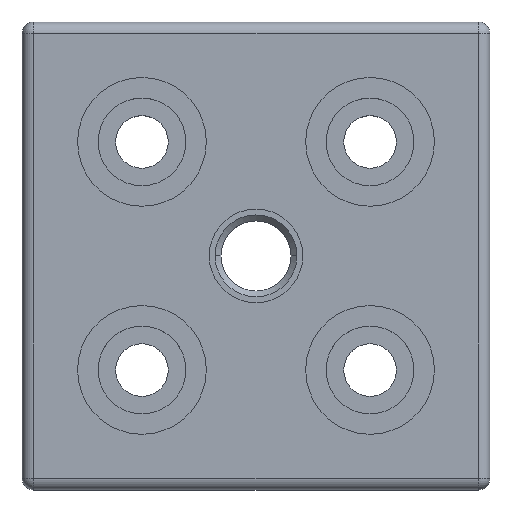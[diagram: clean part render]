
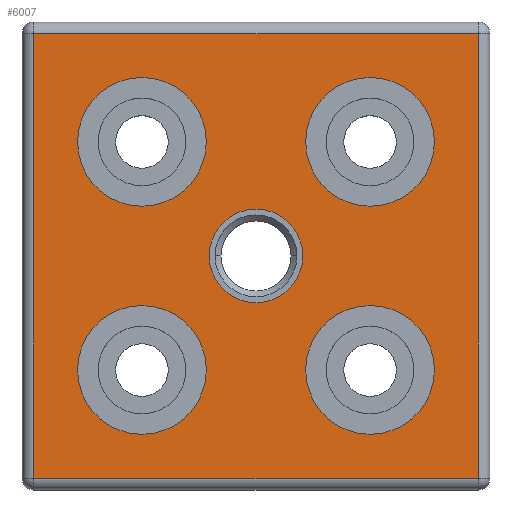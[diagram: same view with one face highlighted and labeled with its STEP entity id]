
A CAD part, top view. The second image highlights one B-rep face of the part: STEP entity #6007.
In plain terms, the highlighted planar face has unit normal (0, 0, 1).
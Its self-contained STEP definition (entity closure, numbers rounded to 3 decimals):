
#16 = EDGE_CURVE ( 'NONE', #2871, #4942, #3873, .T. ) ;
#29 = EDGE_CURVE ( 'NONE', #2176, #2369, #4864, .T. ) ;
#128 = DIRECTION ( 'NONE',  ( 1., 0., 0. ) ) ;
#135 = CARTESIAN_POINT ( 'NONE',  ( 32., 40., 16. ) ) ;
#143 = DIRECTION ( 'NONE',  ( 0., 0., 1. ) ) ;
#163 = CARTESIAN_POINT ( 'NONE',  ( 20.5, 59.5, 16. ) ) ;
#175 = CIRCLE ( 'NONE', #5843, 11. ) ;
#210 = EDGE_LOOP ( 'NONE', ( #6455, #3837 ) ) ;
#287 = FACE_BOUND ( 'NONE', #210, .T. ) ;
#373 = FACE_BOUND ( 'NONE', #6314, .T. ) ;
#400 = EDGE_CURVE ( 'NONE', #1116, #4467, #1480, .T. ) ;
#538 = CARTESIAN_POINT ( 'NONE',  ( 31.5, 20.5, 16. ) ) ;
#560 = EDGE_CURVE ( 'NONE', #1529, #6660, #175, .T. ) ;
#587 = CARTESIAN_POINT ( 'NONE',  ( 2., 0., 16. ) ) ;
#609 = VERTEX_POINT ( 'NONE', #5241 ) ;
#614 = DIRECTION ( 'NONE',  ( 1., 0., 0. ) ) ;
#658 = CARTESIAN_POINT ( 'NONE',  ( 40., 40., 16. ) ) ;
#669 = EDGE_CURVE ( 'NONE', #4942, #2871, #5423, .T. ) ;
#773 = FACE_OUTER_BOUND ( 'NONE', #6571, .T. ) ;
#829 = ORIENTED_EDGE ( 'NONE', *, *, #5399, .F. ) ;
#893 = DIRECTION ( 'NONE',  ( 0., 0., 1. ) ) ;
#907 = AXIS2_PLACEMENT_3D ( 'NONE', #2634, #1100, #4772 ) ;
#918 = VERTEX_POINT ( 'NONE', #5569 ) ;
#1054 = EDGE_CURVE ( 'NONE', #6545, #918, #3862, .T. ) ;
#1081 = CIRCLE ( 'NONE', #907, 11. ) ;
#1087 = CARTESIAN_POINT ( 'NONE',  ( 2., 2., 16. ) ) ;
#1100 = DIRECTION ( 'NONE',  ( 0., 0., 1. ) ) ;
#1116 = VERTEX_POINT ( 'NONE', #1567 ) ;
#1218 = VECTOR ( 'NONE', #4232, 1000. ) ;
#1297 = LINE ( 'NONE', #587, #1218 ) ;
#1392 = CARTESIAN_POINT ( 'NONE',  ( 20.5, 59.5, 16. ) ) ;
#1467 = AXIS2_PLACEMENT_3D ( 'NONE', #658, #1777, #128 ) ;
#1480 = CIRCLE ( 'NONE', #1493, 11. ) ;
#1493 = AXIS2_PLACEMENT_3D ( 'NONE', #3077, #893, #6222 ) ;
#1497 = LINE ( 'NONE', #3315, #2226 ) ;
#1529 = VERTEX_POINT ( 'NONE', #4105 ) ;
#1533 = AXIS2_PLACEMENT_3D ( 'NONE', #1392, #1963, #1896 ) ;
#1552 = VERTEX_POINT ( 'NONE', #3073 ) ;
#1567 = CARTESIAN_POINT ( 'NONE',  ( 70.5, 20.5, 16. ) ) ;
#1588 = AXIS2_PLACEMENT_3D ( 'NONE', #163, #143, #4826 ) ;
#1662 = CARTESIAN_POINT ( 'NONE',  ( 20.5, 20.5, 16. ) ) ;
#1777 = DIRECTION ( 'NONE',  ( 0., 0., 1. ) ) ;
#1896 = DIRECTION ( 'NONE',  ( 1., 0., 0. ) ) ;
#1911 = AXIS2_PLACEMENT_3D ( 'NONE', #6119, #2459, #6141 ) ;
#1920 = LINE ( 'NONE', #6528, #3758 ) ;
#1963 = DIRECTION ( 'NONE',  ( 0., 0., 1. ) ) ;
#2002 = AXIS2_PLACEMENT_3D ( 'NONE', #2580, #6238, #4145 ) ;
#2070 = VERTEX_POINT ( 'NONE', #6213 ) ;
#2119 = ORIENTED_EDGE ( 'NONE', *, *, #4947, .F. ) ;
#2152 = EDGE_CURVE ( 'NONE', #2992, #2176, #1297, .T. ) ;
#2176 = VERTEX_POINT ( 'NONE', #1087 ) ;
#2226 = VECTOR ( 'NONE', #2824, 1000. ) ;
#2277 = ORIENTED_EDGE ( 'NONE', *, *, #2152, .T. ) ;
#2369 = VERTEX_POINT ( 'NONE', #4129 ) ;
#2457 = DIRECTION ( 'NONE',  ( 1., 0., 0. ) ) ;
#2459 = DIRECTION ( 'NONE',  ( 0., 0., -1. ) ) ;
#2580 = CARTESIAN_POINT ( 'NONE',  ( 59.5, 59.5, 16. ) ) ;
#2609 = CARTESIAN_POINT ( 'NONE',  ( 9.5, 59.5, 16. ) ) ;
#2634 = CARTESIAN_POINT ( 'NONE',  ( 59.5, 20.5, 16. ) ) ;
#2681 = CARTESIAN_POINT ( 'NONE',  ( 20.5, 20.5, 16. ) ) ;
#2694 = DIRECTION ( 'NONE',  ( 0., 0., 1. ) ) ;
#2733 = ORIENTED_EDGE ( 'NONE', *, *, #6644, .T. ) ;
#2768 = ORIENTED_EDGE ( 'NONE', *, *, #16, .F. ) ;
#2794 = EDGE_CURVE ( 'NONE', #609, #2070, #5229, .T. ) ;
#2807 = ORIENTED_EDGE ( 'NONE', *, *, #29, .T. ) ;
#2824 = DIRECTION ( 'NONE',  ( 0., 1., 0. ) ) ;
#2871 = VERTEX_POINT ( 'NONE', #5653 ) ;
#2992 = VERTEX_POINT ( 'NONE', #3609 ) ;
#2998 = DIRECTION ( 'NONE',  ( 0., 0., 1. ) ) ;
#3061 = ORIENTED_EDGE ( 'NONE', *, *, #400, .F. ) ;
#3072 = EDGE_CURVE ( 'NONE', #918, #6545, #3991, .T. ) ;
#3073 = CARTESIAN_POINT ( 'NONE',  ( 78., 78., 16. ) ) ;
#3077 = CARTESIAN_POINT ( 'NONE',  ( 59.5, 20.5, 16. ) ) ;
#3228 = EDGE_CURVE ( 'NONE', #1552, #2992, #1920, .T. ) ;
#3315 = CARTESIAN_POINT ( 'NONE',  ( 78., 0., 16. ) ) ;
#3458 = DIRECTION ( 'NONE',  ( -1., 0., 0. ) ) ;
#3497 = AXIS2_PLACEMENT_3D ( 'NONE', #5832, #2694, #614 ) ;
#3575 = ORIENTED_EDGE ( 'NONE', *, *, #3228, .T. ) ;
#3609 = CARTESIAN_POINT ( 'NONE',  ( 2., 78., 16. ) ) ;
#3758 = VECTOR ( 'NONE', #3458, 1000. ) ;
#3789 = DIRECTION ( 'NONE',  ( -1., 0., 0. ) ) ;
#3837 = ORIENTED_EDGE ( 'NONE', *, *, #2794, .F. ) ;
#3862 = CIRCLE ( 'NONE', #3497, 8. ) ;
#3873 = CIRCLE ( 'NONE', #1533, 11. ) ;
#3943 = AXIS2_PLACEMENT_3D ( 'NONE', #4074, #2998, #5131 ) ;
#3968 = ORIENTED_EDGE ( 'NONE', *, *, #669, .F. ) ;
#3982 = ORIENTED_EDGE ( 'NONE', *, *, #1054, .F. ) ;
#3991 = CIRCLE ( 'NONE', #1467, 8. ) ;
#3992 = EDGE_LOOP ( 'NONE', ( #2768, #3968 ) ) ;
#4074 = CARTESIAN_POINT ( 'NONE',  ( 59.5, 59.5, 16. ) ) ;
#4105 = CARTESIAN_POINT ( 'NONE',  ( 9.5, 20.5, 16. ) ) ;
#4129 = CARTESIAN_POINT ( 'NONE',  ( 78., 2., 16. ) ) ;
#4145 = DIRECTION ( 'NONE',  ( -1., 0., 0. ) ) ;
#4153 = ORIENTED_EDGE ( 'NONE', *, *, #560, .F. ) ;
#4177 = DIRECTION ( 'NONE',  ( 0., 0., 1. ) ) ;
#4232 = DIRECTION ( 'NONE',  ( 0., -1., 0. ) ) ;
#4467 = VERTEX_POINT ( 'NONE', #5834 ) ;
#4772 = DIRECTION ( 'NONE',  ( 1., 0., 0. ) ) ;
#4826 = DIRECTION ( 'NONE',  ( 1., 0., 0. ) ) ;
#4841 = DIRECTION ( 'NONE',  ( 0., 0., 1. ) ) ;
#4864 = LINE ( 'NONE', #5674, #6394 ) ;
#4881 = EDGE_LOOP ( 'NONE', ( #5300, #3982 ) ) ;
#4942 = VERTEX_POINT ( 'NONE', #2609 ) ;
#4947 = EDGE_CURVE ( 'NONE', #4467, #1116, #1081, .T. ) ;
#5044 = CIRCLE ( 'NONE', #2002, 11. ) ;
#5131 = DIRECTION ( 'NONE',  ( -1., 0., 0. ) ) ;
#5229 = CIRCLE ( 'NONE', #3943, 11. ) ;
#5241 = CARTESIAN_POINT ( 'NONE',  ( 48.5, 59.5, 16. ) ) ;
#5260 = DIRECTION ( 'NONE',  ( -1., 0., 0. ) ) ;
#5300 = ORIENTED_EDGE ( 'NONE', *, *, #3072, .F. ) ;
#5399 = EDGE_CURVE ( 'NONE', #6660, #1529, #5848, .T. ) ;
#5423 = CIRCLE ( 'NONE', #1588, 11. ) ;
#5569 = CARTESIAN_POINT ( 'NONE',  ( 48., 40., 16. ) ) ;
#5603 = PLANE ( 'NONE',  #1911 ) ;
#5653 = CARTESIAN_POINT ( 'NONE',  ( 31.5, 59.5, 16. ) ) ;
#5674 = CARTESIAN_POINT ( 'NONE',  ( 0., 2., 16. ) ) ;
#5772 = FACE_BOUND ( 'NONE', #3992, .T. ) ;
#5832 = CARTESIAN_POINT ( 'NONE',  ( 40., 40., 16. ) ) ;
#5834 = CARTESIAN_POINT ( 'NONE',  ( 48.5, 20.5, 16. ) ) ;
#5843 = AXIS2_PLACEMENT_3D ( 'NONE', #2681, #4177, #5260 ) ;
#5848 = CIRCLE ( 'NONE', #6719, 11. ) ;
#5932 = FACE_BOUND ( 'NONE', #4881, .T. ) ;
#6007 = ADVANCED_FACE ( 'NONE', ( #773, #5932, #373, #6487, #287, #5772 ), #5603, .F. ) ;
#6119 = CARTESIAN_POINT ( 'NONE',  ( 0., 0., 16. ) ) ;
#6141 = DIRECTION ( 'NONE',  ( -1., 0., 0. ) ) ;
#6213 = CARTESIAN_POINT ( 'NONE',  ( 70.5, 59.5, 16. ) ) ;
#6222 = DIRECTION ( 'NONE',  ( 1., 0., 0. ) ) ;
#6238 = DIRECTION ( 'NONE',  ( 0., 0., 1. ) ) ;
#6256 = EDGE_LOOP ( 'NONE', ( #3061, #2119 ) ) ;
#6314 = EDGE_LOOP ( 'NONE', ( #829, #4153 ) ) ;
#6394 = VECTOR ( 'NONE', #2457, 1000. ) ;
#6449 = EDGE_CURVE ( 'NONE', #2070, #609, #5044, .T. ) ;
#6455 = ORIENTED_EDGE ( 'NONE', *, *, #6449, .F. ) ;
#6487 = FACE_BOUND ( 'NONE', #6256, .T. ) ;
#6528 = CARTESIAN_POINT ( 'NONE',  ( 0., 78., 16. ) ) ;
#6545 = VERTEX_POINT ( 'NONE', #135 ) ;
#6571 = EDGE_LOOP ( 'NONE', ( #2807, #2733, #3575, #2277 ) ) ;
#6644 = EDGE_CURVE ( 'NONE', #2369, #1552, #1497, .T. ) ;
#6660 = VERTEX_POINT ( 'NONE', #538 ) ;
#6719 = AXIS2_PLACEMENT_3D ( 'NONE', #1662, #4841, #3789 ) ;
